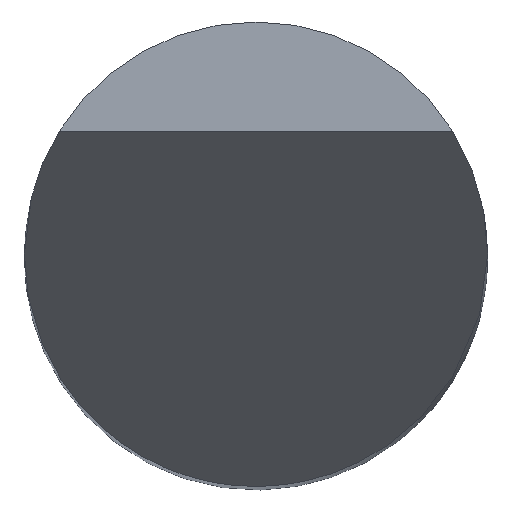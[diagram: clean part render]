
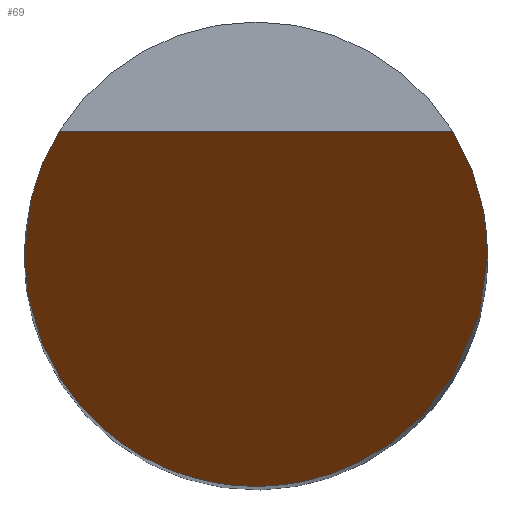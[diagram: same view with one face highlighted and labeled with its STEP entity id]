
A CAD part, top view. The second image highlights one B-rep face of the part: STEP entity #69.
In plain terms, the highlighted planar face has unit normal (0, -0.866, 0.5).
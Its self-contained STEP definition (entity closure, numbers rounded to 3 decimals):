
#50=PLANE('',#584);
#69=ADVANCED_FACE('',(#107),#50,.F.);
#107=FACE_OUTER_BOUND('',#136,.T.);
#136=EDGE_LOOP('',(#275,#276,#277,#278));
#182=LINE('',#935,#212);
#212=VECTOR('',#653,1.);
#275=ORIENTED_EDGE('',*,*,#439,.F.);
#276=ORIENTED_EDGE('',*,*,#463,.F.);
#277=ORIENTED_EDGE('',*,*,#437,.F.);
#278=ORIENTED_EDGE('',*,*,#446,.F.);
#388=VERTEX_POINT('',#815);
#389=VERTEX_POINT('',#820);
#390=VERTEX_POINT('',#822);
#391=VERTEX_POINT('',#827);
#437=EDGE_CURVE('',#388,#389,#523,.T.);
#439=EDGE_CURVE('',#390,#391,#524,.T.);
#446=EDGE_CURVE('',#391,#388,#526,.T.);
#463=EDGE_CURVE('',#389,#390,#182,.T.);
#523=(
BOUNDED_CURVE()
B_SPLINE_CURVE(3,(#816,#817,#818,#819),.UNSPECIFIED.,.F.,.F.)
B_SPLINE_CURVE_WITH_KNOTS((4,4),(0.,1.),.UNSPECIFIED.)
CURVE()
GEOMETRIC_REPRESENTATION_ITEM()
RATIONAL_B_SPLINE_CURVE((1.,0.974,0.974,1.))
REPRESENTATION_ITEM('')
);
#524=(
BOUNDED_CURVE()
B_SPLINE_CURVE(3,(#823,#824,#825,#826),.UNSPECIFIED.,.F.,.F.)
B_SPLINE_CURVE_WITH_KNOTS((4,4),(0.,1.),.UNSPECIFIED.)
CURVE()
GEOMETRIC_REPRESENTATION_ITEM()
RATIONAL_B_SPLINE_CURVE((1.,0.974,0.974,1.))
REPRESENTATION_ITEM('')
);
#526=(
BOUNDED_CURVE()
B_SPLINE_CURVE(3,(#867,#868,#869,#870),.UNSPECIFIED.,.F.,.F.)
B_SPLINE_CURVE_WITH_KNOTS((4,4),(0.,1.),.UNSPECIFIED.)
CURVE()
GEOMETRIC_REPRESENTATION_ITEM()
RATIONAL_B_SPLINE_CURVE((1.,0.333,0.333,1.))
REPRESENTATION_ITEM('')
);
#584=AXIS2_PLACEMENT_3D('',#937,#656,#657);
#653=DIRECTION('',(1.,0.,0.));
#656=DIRECTION('',(0.,0.866,-0.5));
#657=DIRECTION('',(0.,0.5,0.866));
#815=CARTESIAN_POINT('',(-3.,0.,0.));
#816=CARTESIAN_POINT('',(-3.,0.,0.));
#817=CARTESIAN_POINT('',(-3.,0.565,0.979));
#818=CARTESIAN_POINT('',(-2.844,1.108,1.92));
#819=CARTESIAN_POINT('',(-2.545,1.588,2.75));
#820=CARTESIAN_POINT('',(-2.545,1.588,2.75));
#822=CARTESIAN_POINT('',(2.545,1.588,2.75));
#823=CARTESIAN_POINT('',(2.545,1.588,2.75));
#824=CARTESIAN_POINT('',(2.844,1.108,1.92));
#825=CARTESIAN_POINT('',(3.,0.565,0.979));
#826=CARTESIAN_POINT('',(3.,0.,0.));
#827=CARTESIAN_POINT('',(3.,0.,0.));
#867=CARTESIAN_POINT('',(3.,0.,0.));
#868=CARTESIAN_POINT('',(3.,-6.,-10.392));
#869=CARTESIAN_POINT('',(-3.,-6.,-10.392));
#870=CARTESIAN_POINT('',(-3.,0.,0.));
#935=CARTESIAN_POINT('',(0.,1.588,2.75));
#937=CARTESIAN_POINT('',(-3.,-3.,-5.196));
